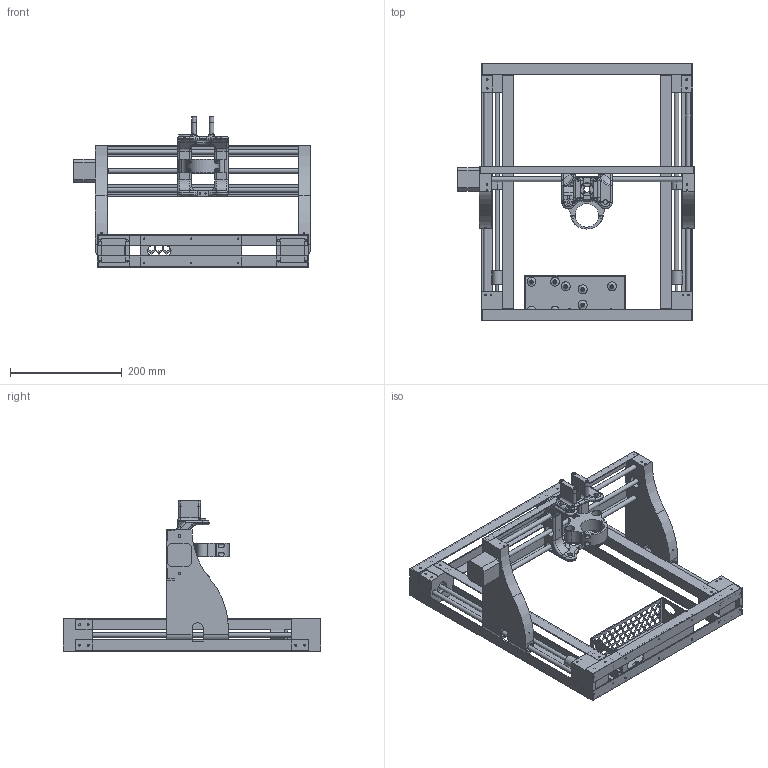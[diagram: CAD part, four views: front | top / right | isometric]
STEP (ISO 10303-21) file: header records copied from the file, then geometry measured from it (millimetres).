
FILE_DESCRIPTION(/* description */ (''),/* implementation_level */ '2;1');
FILE_NAME(/* name */ 'DragonCNC V0.4 v21.step',/* time_stamp */ '2021-05-05T11:26:15-06:00',/* author */ (''),/* organization */ (''),/* preprocessor_version */ 'ST-DEVELOPER v18.1',/* originating_system */ 'Autodesk Translation Framework v10.6.0.1341',/* authorisation */ '');
FILE_SCHEMA (('AUTOMOTIVE_DESIGN { 1 0 10303 214 3 1 1 }'));
Length unit declared in the file: millimetre
Products named in the file (7): DragonCNC V0.4; Frame; Corners; Gantry V2; XCarriage V3; DrillCarriage V3; ControllerHousing
Assembly tree (6 placements, depth 6):
  DragonCNC V0.4
    Frame
      Corners
        Gantry V2
          XCarriage V3
            DrillCarriage V3
      ControllerHousing
Bounding box: 423 x 460.5 x 268.34 mm (x, y, z)
Volume: 1943413.2 mm3; surface area: 818943.7 mm2
Topology: 33 solids, 33 shells, 1328 faces, 3302 edges, 2165 vertices
Faces by surface type: plane 873, cylinder 373, torus 48, bspline 30, sphere 4
Full cylindrical faces by diameter (mm): 2.5 x30, 2.75 x12, 3 x36, 3.5 x104, 4 x8, 4.5 x3, 5 x3, 6 x4, 6.5 x4, 7.866 x2, 8 x9, 8.5 x12, 10 x1, 11 x1, 12 x2, 12.25 x2, 15.75 x5, 16 x5, 18.5 x1, 19.5 x3, 22.5 x3, 22.75 x1, 23 x2, 24 x3, 25 x1, 38 x1
Entity records: 42112 total; most frequent: CARTESIAN_POINT 9046, DIRECTION 6677, ORIENTED_EDGE 6600, EDGE_CURVE 3300, LINE 2307, VECTOR 2307, AXIS2_PLACEMENT_3D 2185, VERTEX_POINT 2165
